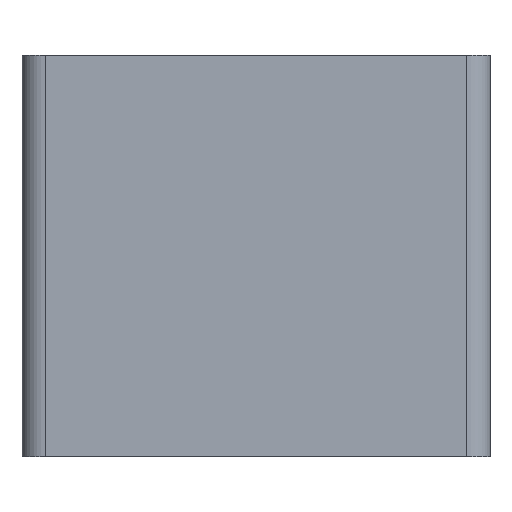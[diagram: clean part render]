
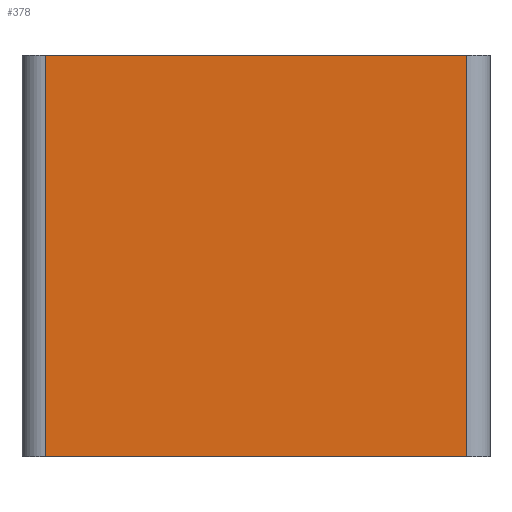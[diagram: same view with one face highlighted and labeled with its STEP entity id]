
A CAD part, left-side view. The second image highlights one B-rep face of the part: STEP entity #378.
In plain terms, the highlighted planar face has unit normal (-1, 0, 0).
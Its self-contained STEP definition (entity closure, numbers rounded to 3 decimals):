
#27 = LINE ( 'NONE', #582, #28 ) ;
#28 = VECTOR ( 'NONE', #583, 1000. ) ;
#47 = VECTOR ( 'NONE', #536, 1000. ) ;
#48 = LINE ( 'NONE', #530, #47 ) ;
#57 = LINE ( 'NONE', #798, #61 ) ;
#61 = VECTOR ( 'NONE', #793, 1000. ) ;
#78 = VERTEX_POINT ( 'NONE', #532 ) ;
#124 = ORIENTED_EDGE ( 'NONE', *, *, #151, .F. ) ;
#132 = ORIENTED_EDGE ( 'NONE', *, *, #157, .T. ) ;
#133 = ORIENTED_EDGE ( 'NONE', *, *, #724, .T. ) ;
#135 = ORIENTED_EDGE ( 'NONE', *, *, #735, .F. ) ;
#151 = EDGE_CURVE ( 'NONE', #167, #337, #48, .T. ) ;
#157 = EDGE_CURVE ( 'NONE', #171, #78, #57, .T. ) ;
#167 = VERTEX_POINT ( 'NONE', #786 ) ;
#171 = VERTEX_POINT ( 'NONE', #454 ) ;
#200 = LINE ( 'NONE', #513, #201 ) ;
#201 = VECTOR ( 'NONE', #509, 1000. ) ;
#245 = EDGE_LOOP ( 'NONE', ( #135, #124, #133, #132 ) ) ;
#254 = CARTESIAN_POINT ( 'NONE',  ( 0., -31.5, -30. ) ) ;
#272 = AXIS2_PLACEMENT_3D ( 'NONE', #413, #423, #424 ) ;
#337 = VERTEX_POINT ( 'NONE', #254 ) ;
#378 = ADVANCED_FACE ( 'NONE', ( #695 ), #422, .T. ) ;
#413 = CARTESIAN_POINT ( 'NONE',  ( 0., 35., 30. ) ) ;
#422 = PLANE ( 'NONE',  #272 ) ;
#423 = DIRECTION ( 'NONE',  ( -1., 0., 0. ) ) ;
#424 = DIRECTION ( 'NONE',  ( 0., 0., 1. ) ) ;
#454 = CARTESIAN_POINT ( 'NONE',  ( 0., 31.5, 30. ) ) ;
#509 = DIRECTION ( 'NONE',  ( 0., 1., 0. ) ) ;
#513 = CARTESIAN_POINT ( 'NONE',  ( 0., 35., -30. ) ) ;
#530 = CARTESIAN_POINT ( 'NONE',  ( 0., -31.5, 30. ) ) ;
#532 = CARTESIAN_POINT ( 'NONE',  ( 0., 31.5, -30. ) ) ;
#536 = DIRECTION ( 'NONE',  ( 0., 0., -1. ) ) ;
#582 = CARTESIAN_POINT ( 'NONE',  ( 0., 35., 30. ) ) ;
#583 = DIRECTION ( 'NONE',  ( 0., 1., 0. ) ) ;
#695 = FACE_OUTER_BOUND ( 'NONE', #245, .T. ) ;
#724 = EDGE_CURVE ( 'NONE', #167, #171, #27, .T. ) ;
#735 = EDGE_CURVE ( 'NONE', #337, #78, #200, .T. ) ;
#786 = CARTESIAN_POINT ( 'NONE',  ( 0., -31.5, 30. ) ) ;
#793 = DIRECTION ( 'NONE',  ( 0., 0., -1. ) ) ;
#798 = CARTESIAN_POINT ( 'NONE',  ( 0., 31.5, 30. ) ) ;
